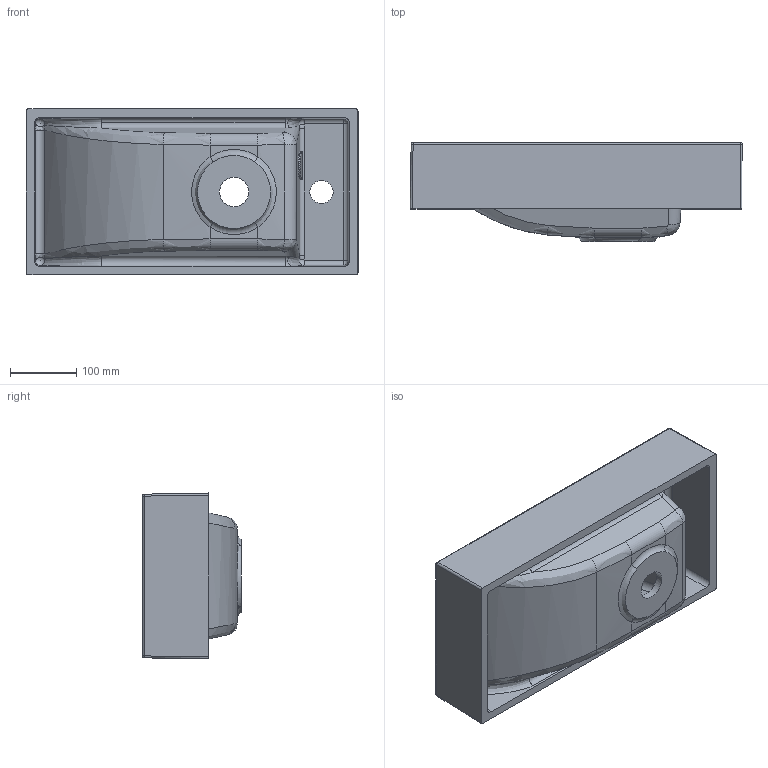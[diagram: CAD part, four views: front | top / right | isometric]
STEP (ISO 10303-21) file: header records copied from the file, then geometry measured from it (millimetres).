
FILE_DESCRIPTION (( 'STEP AP203' ), '1' );
FILE_NAME ('6229470511.step', '2020-12-18T12:37:34', ( 'admin' ), ( '' ), 'SwSTEP 2.0', 'SolidWorks 2019', '' );
FILE_SCHEMA (( 'CONFIG_CONTROL_DESIGN' ));
Length unit declared in the file: millimetre
Products named in the file (1): 6229470511
Bounding box: 500 x 149 x 250 mm (x, y, z)
Volume: 4758676.4 mm3; surface area: 589090 mm2
Topology: 1 solids, 1 shells, 134 faces, 329 edges, 186 vertices
Faces by surface type: cylinder 49, bspline 43, plane 23, torus 9, sphere 8, cone 2
Entity records: 6897 total; most frequent: CARTESIAN_POINT 4135, ORIENTED_EDGE 626, DIRECTION 497, EDGE_CURVE 313, AXIS2_PLACEMENT_3D 196, VERTEX_POINT 182, EDGE_LOOP 139, FACE_OUTER_BOUND 134
